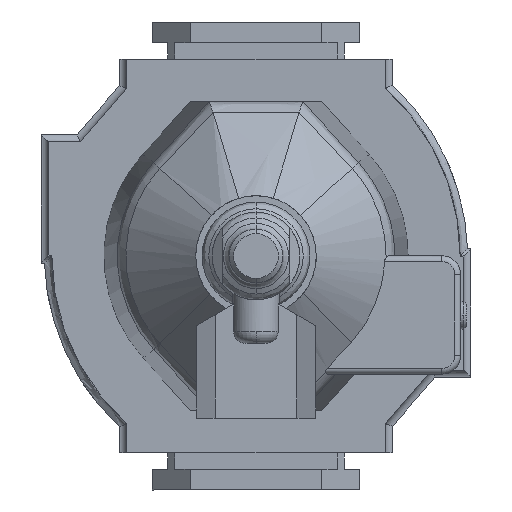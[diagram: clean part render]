
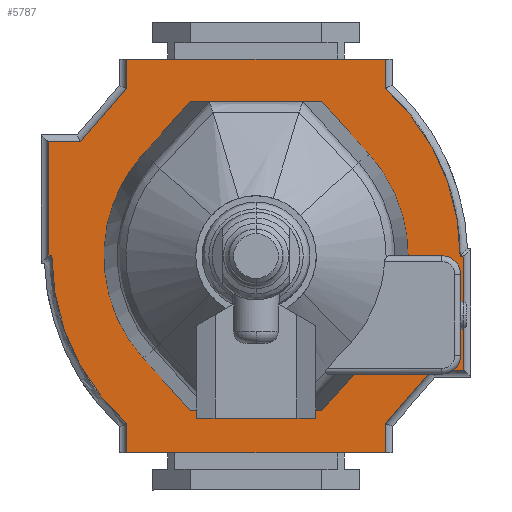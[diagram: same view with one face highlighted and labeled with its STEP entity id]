
A CAD part, front view. The second image highlights one B-rep face of the part: STEP entity #5787.
In plain terms, the highlighted face is planar.
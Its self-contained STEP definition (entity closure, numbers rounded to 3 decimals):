
#68 = EDGE_CURVE ( 'NONE', #10693, #7639, #3890, .T. ) ;
#143 = CARTESIAN_POINT ( 'NONE',  ( -28.65, 0., 22.1 ) ) ;
#286 = DIRECTION ( 'NONE',  ( 0., 0., 1. ) ) ;
#434 = CARTESIAN_POINT ( 'NONE',  ( 0., 0., -35.5 ) ) ;
#447 = DIRECTION ( 'NONE',  ( -1., 0., 0. ) ) ;
#587 = CARTESIAN_POINT ( 'NONE',  ( 33.65, 0., -22.1 ) ) ;
#941 = EDGE_CURVE ( 'NONE', #10691, #14250, #4244, .T. ) ;
#1015 = DIRECTION ( 'NONE',  ( 0., -1., 0. ) ) ;
#1110 = ORIENTED_EDGE ( 'NONE', *, *, #5075, .F. ) ;
#1272 = VERTEX_POINT ( 'NONE', #5210 ) ;
#1380 = CARTESIAN_POINT ( 'NONE',  ( -33.65, 0., 22.1 ) ) ;
#1450 = DIRECTION ( 'NONE',  ( -0.757, 0., -0.654 ) ) ;
#1485 = VERTEX_POINT ( 'NONE', #4972 ) ;
#1557 = EDGE_CURVE ( 'NONE', #7770, #2854, #4611, .T. ) ;
#1647 = CARTESIAN_POINT ( 'NONE',  ( -33.65, 0., -22.1 ) ) ;
#1656 = DIRECTION ( 'NONE',  ( -1., 0., 0. ) ) ;
#1668 = ORIENTED_EDGE ( 'NONE', *, *, #3885, .F. ) ;
#1691 = LINE ( 'NONE', #6458, #8742 ) ;
#1762 = DIRECTION ( 'NONE',  ( 1., 0., 0. ) ) ;
#1816 = DIRECTION ( 'NONE',  ( 0., 0., -1. ) ) ;
#1844 = DIRECTION ( 'NONE',  ( 0., 0., -1. ) ) ;
#1905 = LINE ( 'NONE', #13291, #4182 ) ;
#2036 = DIRECTION ( 'NONE',  ( -1., 0., 0. ) ) ;
#2117 = DIRECTION ( 'NONE',  ( 1., 0., 0. ) ) ;
#2178 = ORIENTED_EDGE ( 'NONE', *, *, #941, .F. ) ;
#2230 = ORIENTED_EDGE ( 'NONE', *, *, #8051, .F. ) ;
#2591 = VECTOR ( 'NONE', #10493, 1000. ) ;
#2713 = CARTESIAN_POINT ( 'NONE',  ( -19.5, 0., 30. ) ) ;
#2736 = VERTEX_POINT ( 'NONE', #6103 ) ;
#2854 = VERTEX_POINT ( 'NONE', #5066 ) ;
#2864 = DIRECTION ( 'NONE',  ( 0., 0., 1. ) ) ;
#2966 = CARTESIAN_POINT ( 'NONE',  ( 0., 0., -34.9 ) ) ;
#3094 = DIRECTION ( 'NONE',  ( 0., 0., -1. ) ) ;
#3218 = EDGE_CURVE ( 'NONE', #1485, #2736, #10708, .T. ) ;
#3290 = VECTOR ( 'NONE', #1844, 1000. ) ;
#3430 = VECTOR ( 'NONE', #447, 1000. ) ;
#3704 = LINE ( 'NONE', #2713, #11543 ) ;
#3787 = VECTOR ( 'NONE', #12761, 1000. ) ;
#3861 = LINE ( 'NONE', #9802, #11307 ) ;
#3870 = EDGE_CURVE ( 'NONE', #8193, #1485, #14371, .T. ) ;
#3885 = EDGE_CURVE ( 'NONE', #8407, #8193, #1905, .T. ) ;
#3890 = LINE ( 'NONE', #11958, #3290 ) ;
#4046 = ORIENTED_EDGE ( 'NONE', *, *, #7091, .F. ) ;
#4086 = CARTESIAN_POINT ( 'NONE',  ( 0., 0., 35.5 ) ) ;
#4182 = VECTOR ( 'NONE', #6390, 1000. ) ;
#4244 = CIRCLE ( 'NONE', #6628, 38.4 ) ;
#4280 = LINE ( 'NONE', #8837, #8519 ) ;
#4335 = CARTESIAN_POINT ( 'NONE',  ( 28.65, 0., -22.1 ) ) ;
#4554 = CARTESIAN_POINT ( 'NONE',  ( 0., 0., -34.9 ) ) ;
#4611 = LINE ( 'NONE', #143, #3430 ) ;
#4670 = AXIS2_PLACEMENT_3D ( 'NONE', #8176, #11567, #286 ) ;
#4972 = CARTESIAN_POINT ( 'NONE',  ( 33.65, 0., -22.1 ) ) ;
#5066 = CARTESIAN_POINT ( 'NONE',  ( -33.65, 0., 22.1 ) ) ;
#5075 = EDGE_CURVE ( 'NONE', #1272, #8834, #7232, .T. ) ;
#5138 = EDGE_CURVE ( 'NONE', #8834, #10878, #6474, .T. ) ;
#5210 = CARTESIAN_POINT ( 'NONE',  ( -28.622, 0., -22.1 ) ) ;
#5434 = EDGE_CURVE ( 'NONE', #2854, #8095, #8349, .T. ) ;
#5528 = EDGE_CURVE ( 'NONE', #8095, #1272, #1691, .T. ) ;
#5787 = ADVANCED_FACE ( 'NONE', ( #11703 ), #10392, .T. ) ;
#5849 = VERTEX_POINT ( 'NONE', #8838 ) ;
#5999 = CARTESIAN_POINT ( 'NONE',  ( 33.65, 0., 22.1 ) ) ;
#6090 = LINE ( 'NONE', #434, #3787 ) ;
#6103 = CARTESIAN_POINT ( 'NONE',  ( 33.65, 0., 22.1 ) ) ;
#6232 = ORIENTED_EDGE ( 'NONE', *, *, #3870, .F. ) ;
#6356 = ORIENTED_EDGE ( 'NONE', *, *, #3218, .F. ) ;
#6390 = DIRECTION ( 'NONE',  ( 0.757, 0., 0.654 ) ) ;
#6458 = CARTESIAN_POINT ( 'NONE',  ( -33.65, 0., -22.1 ) ) ;
#6474 = LINE ( 'NONE', #2966, #7703 ) ;
#6555 = ORIENTED_EDGE ( 'NONE', *, *, #5138, .F. ) ;
#6625 = ORIENTED_EDGE ( 'NONE', *, *, #9892, .F. ) ;
#6628 = AXIS2_PLACEMENT_3D ( 'NONE', #11984, #1015, #1816 ) ;
#6646 = VERTEX_POINT ( 'NONE', #4086 ) ;
#7034 = DIRECTION ( 'NONE',  ( 0., 0., 1. ) ) ;
#7091 = EDGE_CURVE ( 'NONE', #14250, #6646, #4280, .T. ) ;
#7232 = CIRCLE ( 'NONE', #11935, 38.4 ) ;
#7402 = EDGE_LOOP ( 'NONE', ( #6555, #1110, #8367, #9209, #10140, #10606, #9217, #9525, #4046, #2178, #6625, #6356, #6232, #1668, #2230, #8287 ) ) ;
#7639 = VERTEX_POINT ( 'NONE', #14066 ) ;
#7659 = EDGE_CURVE ( 'NONE', #7639, #7770, #3704, .T. ) ;
#7684 = VECTOR ( 'NONE', #2864, 1000. ) ;
#7703 = VECTOR ( 'NONE', #3094, 1000. ) ;
#7770 = VERTEX_POINT ( 'NONE', #14281 ) ;
#8051 = EDGE_CURVE ( 'NONE', #5849, #8407, #12725, .T. ) ;
#8095 = VERTEX_POINT ( 'NONE', #1647 ) ;
#8176 = CARTESIAN_POINT ( 'NONE',  ( 0., 0., 0. ) ) ;
#8193 = VERTEX_POINT ( 'NONE', #4335 ) ;
#8287 = ORIENTED_EDGE ( 'NONE', *, *, #10447, .F. ) ;
#8349 = LINE ( 'NONE', #1380, #2591 ) ;
#8367 = ORIENTED_EDGE ( 'NONE', *, *, #5528, .F. ) ;
#8370 = CARTESIAN_POINT ( 'NONE',  ( 28.622, 0., 22.1 ) ) ;
#8407 = VERTEX_POINT ( 'NONE', #11897 ) ;
#8519 = VECTOR ( 'NONE', #9643, 1000. ) ;
#8574 = CARTESIAN_POINT ( 'NONE',  ( 0., 0., -35.5 ) ) ;
#8742 = VECTOR ( 'NONE', #1762, 1000. ) ;
#8834 = VERTEX_POINT ( 'NONE', #4554 ) ;
#8837 = CARTESIAN_POINT ( 'NONE',  ( 0., 0., 34.9 ) ) ;
#8838 = CARTESIAN_POINT ( 'NONE',  ( 19.5, 0., -35.5 ) ) ;
#9209 = ORIENTED_EDGE ( 'NONE', *, *, #5434, .F. ) ;
#9217 = ORIENTED_EDGE ( 'NONE', *, *, #68, .F. ) ;
#9525 = ORIENTED_EDGE ( 'NONE', *, *, #9546, .F. ) ;
#9546 = EDGE_CURVE ( 'NONE', #6646, #10693, #3861, .T. ) ;
#9643 = DIRECTION ( 'NONE',  ( 0., 0., 1. ) ) ;
#9683 = VECTOR ( 'NONE', #7034, 1000. ) ;
#9802 = CARTESIAN_POINT ( 'NONE',  ( 0., 0., 35.5 ) ) ;
#9892 = EDGE_CURVE ( 'NONE', #2736, #10691, #11636, .T. ) ;
#10140 = ORIENTED_EDGE ( 'NONE', *, *, #1557, .F. ) ;
#10392 = PLANE ( 'NONE',  #4670 ) ;
#10447 = EDGE_CURVE ( 'NONE', #10878, #5849, #6090, .T. ) ;
#10493 = DIRECTION ( 'NONE',  ( 0., 0., -1. ) ) ;
#10606 = ORIENTED_EDGE ( 'NONE', *, *, #7659, .F. ) ;
#10691 = VERTEX_POINT ( 'NONE', #8370 ) ;
#10693 = VERTEX_POINT ( 'NONE', #13960 ) ;
#10708 = LINE ( 'NONE', #587, #7684 ) ;
#10878 = VERTEX_POINT ( 'NONE', #8574 ) ;
#11012 = DIRECTION ( 'NONE',  ( 0., 0., 1. ) ) ;
#11307 = VECTOR ( 'NONE', #2036, 1000. ) ;
#11543 = VECTOR ( 'NONE', #1450, 1000. ) ;
#11567 = DIRECTION ( 'NONE',  ( 0., 1., 0. ) ) ;
#11636 = LINE ( 'NONE', #5999, #11809 ) ;
#11703 = FACE_OUTER_BOUND ( 'NONE', #7402, .T. ) ;
#11809 = VECTOR ( 'NONE', #1656, 1000. ) ;
#11897 = CARTESIAN_POINT ( 'NONE',  ( 19.5, 0., -30. ) ) ;
#11935 = AXIS2_PLACEMENT_3D ( 'NONE', #12023, #11957, #11012 ) ;
#11957 = DIRECTION ( 'NONE',  ( 0., -1., 0. ) ) ;
#11958 = CARTESIAN_POINT ( 'NONE',  ( -19.5, 0., 35.5 ) ) ;
#11984 = CARTESIAN_POINT ( 'NONE',  ( 0., 0., -3.5 ) ) ;
#12023 = CARTESIAN_POINT ( 'NONE',  ( 0., 0., 3.5 ) ) ;
#12088 = CARTESIAN_POINT ( 'NONE',  ( 28.65, 0., -22.1 ) ) ;
#12374 = CARTESIAN_POINT ( 'NONE',  ( 0., 0., 34.9 ) ) ;
#12725 = LINE ( 'NONE', #13975, #9683 ) ;
#12761 = DIRECTION ( 'NONE',  ( 1., 0., 0. ) ) ;
#13191 = VECTOR ( 'NONE', #2117, 1000. ) ;
#13291 = CARTESIAN_POINT ( 'NONE',  ( 19.5, 0., -30. ) ) ;
#13960 = CARTESIAN_POINT ( 'NONE',  ( -19.5, 0., 35.5 ) ) ;
#13975 = CARTESIAN_POINT ( 'NONE',  ( 19.5, 0., -35.5 ) ) ;
#14066 = CARTESIAN_POINT ( 'NONE',  ( -19.5, 0., 30. ) ) ;
#14250 = VERTEX_POINT ( 'NONE', #12374 ) ;
#14281 = CARTESIAN_POINT ( 'NONE',  ( -28.65, 0., 22.1 ) ) ;
#14371 = LINE ( 'NONE', #12088, #13191 ) ;
